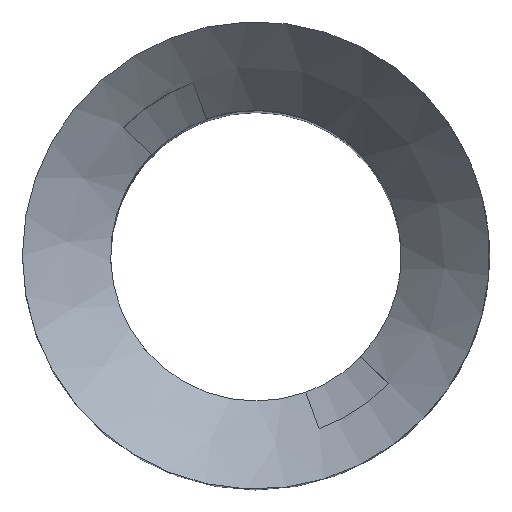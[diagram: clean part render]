
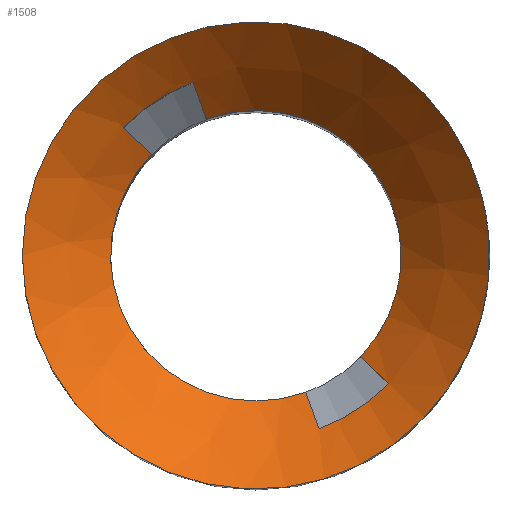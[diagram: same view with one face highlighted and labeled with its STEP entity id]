
A CAD part, top view. The second image highlights one B-rep face of the part: STEP entity #1508.
In plain terms, the highlighted conical face has half-angle 45 degrees and reference radius 5.5 mm.
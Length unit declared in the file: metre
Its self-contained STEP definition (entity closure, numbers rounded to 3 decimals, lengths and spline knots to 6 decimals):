
#81=LINE('',#2286,#233);
#82=LINE('',#2290,#234);
#83=LINE('',#2291,#235);
#84=LINE('',#2295,#236);
#233=VECTOR('',#1803,1.);
#234=VECTOR('',#1806,1.);
#235=VECTOR('',#1807,1.);
#236=VECTOR('',#1810,1.);
#396=ORIENTED_EDGE('',*,*,#859,.F.);
#397=ORIENTED_EDGE('',*,*,#860,.F.);
#398=ORIENTED_EDGE('',*,*,#861,.T.);
#399=ORIENTED_EDGE('',*,*,#862,.T.);
#400=ORIENTED_EDGE('',*,*,#853,.T.);
#401=ORIENTED_EDGE('',*,*,#863,.F.);
#402=ORIENTED_EDGE('',*,*,#864,.T.);
#403=ORIENTED_EDGE('',*,*,#865,.T.);
#404=ORIENTED_EDGE('',*,*,#846,.T.);
#846=EDGE_CURVE('',#1079,#1078,#1231,.F.);
#853=EDGE_CURVE('',#1085,#1084,#1234,.F.);
#859=EDGE_CURVE('',#1090,#1090,#1237,.T.);
#860=EDGE_CURVE('',#1091,#1078,#81,.F.);
#861=EDGE_CURVE('',#1091,#1092,#1238,.F.);
#862=EDGE_CURVE('',#1092,#1085,#82,.F.);
#863=EDGE_CURVE('',#1093,#1084,#83,.F.);
#864=EDGE_CURVE('',#1093,#1094,#1239,.F.);
#865=EDGE_CURVE('',#1094,#1079,#84,.F.);
#1078=VERTEX_POINT('',#2258);
#1079=VERTEX_POINT('',#2260);
#1084=VERTEX_POINT('',#2271);
#1085=VERTEX_POINT('',#2273);
#1090=VERTEX_POINT('',#2285);
#1091=VERTEX_POINT('',#2287);
#1092=VERTEX_POINT('',#2289);
#1093=VERTEX_POINT('',#2292);
#1094=VERTEX_POINT('',#2294);
#1231=CIRCLE('',#1607,0.0056);
#1234=CIRCLE('',#1610,0.0056);
#1237=CIRCLE('',#1614,0.009);
#1238=CIRCLE('',#1615,0.0071);
#1239=CIRCLE('',#1616,0.0071);
#1310=EDGE_LOOP('',(#396));
#1311=EDGE_LOOP('',(#397,#398,#399,#400,#401,#402,#403,#404));
#1398=FACE_BOUND('',#1310,.T.);
#1399=FACE_BOUND('',#1311,.T.);
#1484=CONICAL_SURFACE('',#1613,0.0055,0.785);
#1508=ADVANCED_FACE('',(#1398,#1399),#1484,.F.);
#1607=AXIS2_PLACEMENT_3D('',#2259,#1780,#1781);
#1610=AXIS2_PLACEMENT_3D('',#2272,#1790,#1791);
#1613=AXIS2_PLACEMENT_3D('',#2283,#1799,#1800);
#1614=AXIS2_PLACEMENT_3D('',#2284,#1801,#1802);
#1615=AXIS2_PLACEMENT_3D('',#2288,#1804,#1805);
#1616=AXIS2_PLACEMENT_3D('',#2293,#1808,#1809);
#1780=DIRECTION('',(0.,0.,1.));
#1781=DIRECTION('',(1.,0.,0.));
#1790=DIRECTION('',(0.,0.,1.));
#1791=DIRECTION('',(1.,0.,0.));
#1799=DIRECTION('',(0.,0.,1.));
#1800=DIRECTION('',(1.,0.,0.));
#1801=DIRECTION('',(0.,0.,-1.));
#1802=DIRECTION('',(-1.,0.,0.));
#1803=DIRECTION('',(-0.509,0.491,0.707));
#1804=DIRECTION('',(0.,0.,1.));
#1805=DIRECTION('',(1.,0.,0.));
#1806=DIRECTION('',(-0.242,0.664,0.707));
#1807=DIRECTION('',(0.509,-0.491,0.707));
#1808=DIRECTION('',(0.,0.,1.));
#1809=DIRECTION('',(1.,0.,0.));
#1810=DIRECTION('',(0.242,-0.664,0.707));
#2258=CARTESIAN_POINT('',(-0.004028,0.00389,0.0516));
#2259=CARTESIAN_POINT('',(0.,0.,0.0516));
#2260=CARTESIAN_POINT('',(0.001915,-0.005262,0.0516));
#2271=CARTESIAN_POINT('',(0.004028,-0.00389,0.0516));
#2272=CARTESIAN_POINT('',(0.,0.,0.0516));
#2273=CARTESIAN_POINT('',(-0.001915,0.005262,0.0516));
#2283=CARTESIAN_POINT('',(0.,0.,0.0515));
#2284=CARTESIAN_POINT('',(0.,0.,0.055));
#2285=CARTESIAN_POINT('',(-0.009,0.,0.055));
#2286=CARTESIAN_POINT('',(0.,0.,0.046));
#2287=CARTESIAN_POINT('',(-0.005107,0.004932,0.0531));
#2288=CARTESIAN_POINT('',(0.,0.,0.0531));
#2289=CARTESIAN_POINT('',(-0.002428,0.006672,0.0531));
#2290=CARTESIAN_POINT('',(0.,0.,0.046));
#2291=CARTESIAN_POINT('',(0.,0.,0.046));
#2292=CARTESIAN_POINT('',(0.005107,-0.004932,0.0531));
#2293=CARTESIAN_POINT('',(0.,0.,0.0531));
#2294=CARTESIAN_POINT('',(0.002428,-0.006672,0.0531));
#2295=CARTESIAN_POINT('',(0.,0.,0.046));
